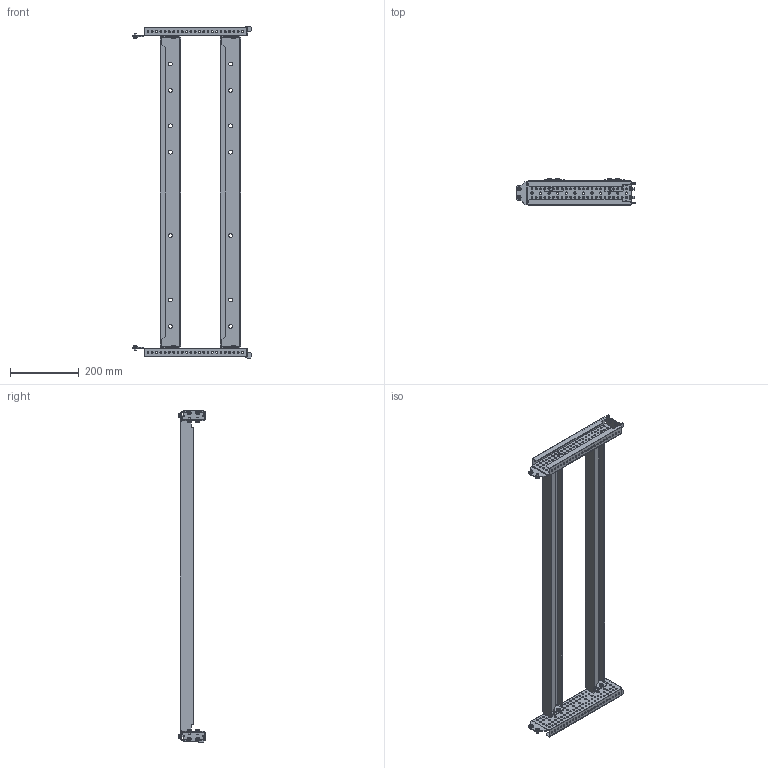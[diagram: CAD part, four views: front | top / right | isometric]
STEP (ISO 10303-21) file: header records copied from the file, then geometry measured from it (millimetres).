
FILE_DESCRIPTION (( 'STEP AP203' ), '1' );
FILE_NAME ('FO-00-G-060-100 FORMAT Êîìïëåêò óñòàíîâî÷íûé ARMAT ACB 600õ1000 IEK.STEP', '2025-01-20T12:05:42', ( '' ), ( '' ), 'SwSTEP 2.0', 'SolidWorks 2022', '' );
FILE_SCHEMA (( 'CONFIG_CONTROL_DESIGN' ));
Length unit declared in the file: millimetre
Products named in the file (1): FO-00-G-060-100 FORMAT Комплект установочный ARMAT ACB 600х1000 IEK
Bounding box: 344.49 x 79 x 966 mm (x, y, z)
Volume: 879363.2 mm3; surface area: 676260 mm2
Topology: 4 solids, 4 shells, 1624 faces, 4464 edges, 2920 vertices
Faces by surface type: cylinder 1084, plane 368, cone 80, torus 80, bspline 12
Entity records: 54731 total; most frequent: DIRECTION 10058, CARTESIAN_POINT 9837, ORIENTED_EDGE 8928, EDGE_CURVE 4464, AXIS2_PLACEMENT_3D 4029, VERTEX_POINT 2920, CIRCLE 2416, EDGE_LOOP 2348
